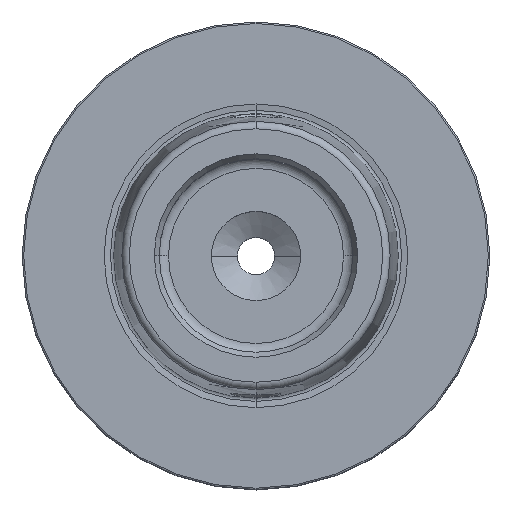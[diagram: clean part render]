
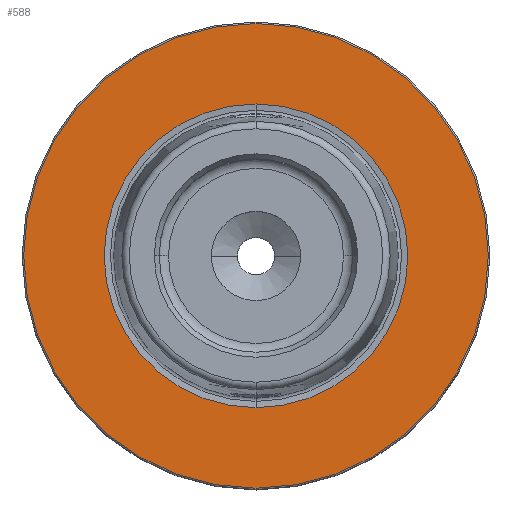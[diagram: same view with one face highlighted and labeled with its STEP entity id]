
A CAD part, top view. The second image highlights one B-rep face of the part: STEP entity #588.
In plain terms, the highlighted planar face has unit normal (0, 0, 1).
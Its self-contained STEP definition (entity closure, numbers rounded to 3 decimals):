
#1 = VERTEX_POINT ( 'NONE', #2683 ) ;
#47 = VERTEX_POINT ( 'NONE', #2251 ) ;
#279 = DIRECTION ( 'NONE',  ( 0., 1., 0. ) ) ;
#377 = ORIENTED_EDGE ( 'NONE', *, *, #2513, .T. ) ;
#494 = CARTESIAN_POINT ( 'NONE',  ( 0., 0., 0. ) ) ;
#584 = CARTESIAN_POINT ( 'NONE',  ( 0., 31.27, 0. ) ) ;
#588 = ADVANCED_FACE ( 'NONE', ( #4153, #1437 ), #2530, .T. ) ;
#635 = EDGE_CURVE ( 'NONE', #747, #47, #1172, .T. ) ;
#724 = ORIENTED_EDGE ( 'NONE', *, *, #635, .T. ) ;
#747 = VERTEX_POINT ( 'NONE', #584 ) ;
#764 = AXIS2_PLACEMENT_3D ( 'NONE', #494, #2087, #1736 ) ;
#821 = VERTEX_POINT ( 'NONE', #2340 ) ;
#850 = DIRECTION ( 'NONE',  ( 0., 0., 1. ) ) ;
#891 = AXIS2_PLACEMENT_3D ( 'NONE', #2882, #850, #949 ) ;
#949 = DIRECTION ( 'NONE',  ( 0., -1., 0. ) ) ;
#1151 = DIRECTION ( 'NONE',  ( 0., -1., 0. ) ) ;
#1155 = AXIS2_PLACEMENT_3D ( 'NONE', #4320, #2568, #2291 ) ;
#1172 = CIRCLE ( 'NONE', #891, 31.27 ) ;
#1437 = FACE_BOUND ( 'NONE', #3129, .T. ) ;
#1463 = CARTESIAN_POINT ( 'NONE',  ( 0., 31.47, 0. ) ) ;
#1585 = AXIS2_PLACEMENT_3D ( 'NONE', #3311, #2954, #279 ) ;
#1731 = EDGE_CURVE ( 'NONE', #821, #1, #4135, .T. ) ;
#1736 = DIRECTION ( 'NONE',  ( 0., -1., 0. ) ) ;
#1866 = ORIENTED_EDGE ( 'NONE', *, *, #1731, .T. ) ;
#2011 = AXIS2_PLACEMENT_3D ( 'NONE', #1463, #2822, #1151 ) ;
#2084 = CIRCLE ( 'NONE', #764, 31.27 ) ;
#2087 = DIRECTION ( 'NONE',  ( 0., 0., 1. ) ) ;
#2251 = CARTESIAN_POINT ( 'NONE',  ( 0., -31.27, 0. ) ) ;
#2291 = DIRECTION ( 'NONE',  ( 0., 1., 0. ) ) ;
#2340 = CARTESIAN_POINT ( 'NONE',  ( 0., 20.434, 0. ) ) ;
#2513 = EDGE_CURVE ( 'NONE', #47, #747, #2084, .T. ) ;
#2530 = PLANE ( 'NONE',  #2011 ) ;
#2568 = DIRECTION ( 'NONE',  ( 0., 0., -1. ) ) ;
#2683 = CARTESIAN_POINT ( 'NONE',  ( 0., -20.434, 0. ) ) ;
#2822 = DIRECTION ( 'NONE',  ( 0., 0., 1. ) ) ;
#2882 = CARTESIAN_POINT ( 'NONE',  ( 0., 0., 0. ) ) ;
#2954 = DIRECTION ( 'NONE',  ( 0., 0., -1. ) ) ;
#3129 = EDGE_LOOP ( 'NONE', ( #3641, #1866 ) ) ;
#3168 = EDGE_LOOP ( 'NONE', ( #377, #724 ) ) ;
#3296 = EDGE_CURVE ( 'NONE', #1, #821, #4074, .T. ) ;
#3311 = CARTESIAN_POINT ( 'NONE',  ( 0., 0., 0. ) ) ;
#3641 = ORIENTED_EDGE ( 'NONE', *, *, #3296, .T. ) ;
#4074 = CIRCLE ( 'NONE', #1585, 20.434 ) ;
#4135 = CIRCLE ( 'NONE', #1155, 20.434 ) ;
#4153 = FACE_OUTER_BOUND ( 'NONE', #3168, .T. ) ;
#4320 = CARTESIAN_POINT ( 'NONE',  ( 0., 0., 0. ) ) ;
